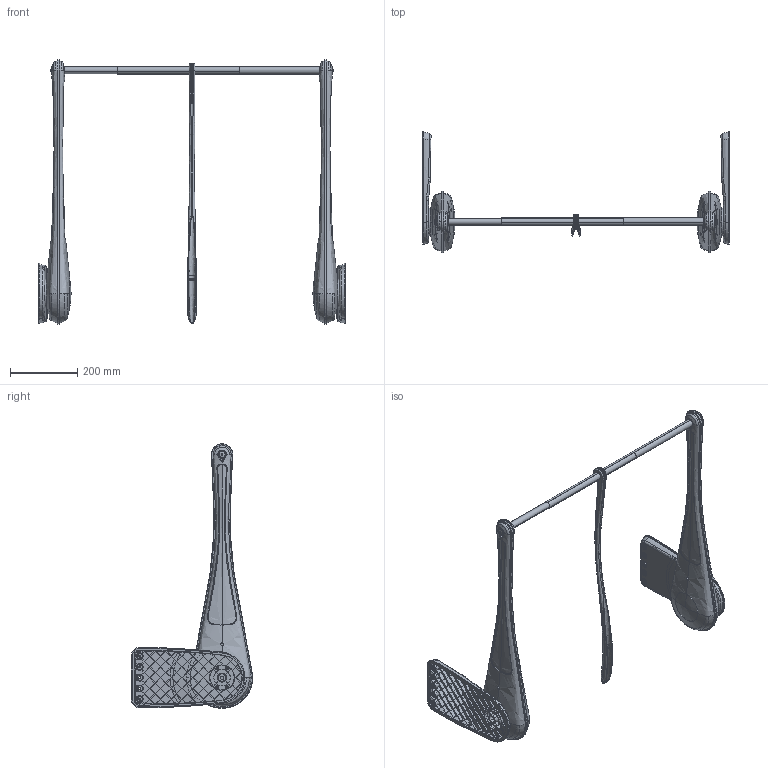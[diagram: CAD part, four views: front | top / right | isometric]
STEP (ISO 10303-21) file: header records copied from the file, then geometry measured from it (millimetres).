
FILE_DESCRIPTION (( 'STEP AP203' ), '1' );
FILE_NAME ('A - Only - SE03LA.STEP', '2018-04-09T10:54:14', ( 'Emilio' ), ( '' ), 'SwSTEP 2.0', 'SolidWorks 2016', '' );
FILE_SCHEMA (( 'CONFIG_CONTROL_DESIGN' ));
Length unit declared in the file: millimetre
Products named in the file (9): 6; Tubo ﾘ 20 x 560 - 811P02400; 2; A - Only - SE03LA; 5; 1; Tubo ﾘ 22.4 x 640 - 813P00300; 4; 3
Assembly tree (9 placements, depth 2):
  2
  A - Only - SE03LA
    1
    3
    4  x2
    5  x2
    6
    Tubo ﾘ 20 x 560 - 811P02400
    Tubo ﾘ 22.4 x 640 - 813P00300
Bounding box: 912.95 x 360.91 x 787.27 mm (x, y, z)
Volume: 6504015.4 mm3; surface area: 1084657.8 mm2
Topology: 9 solids, 9 shells, 1998 faces, 5256 edges, 3395 vertices
Faces by surface type: plane 1144, bspline 395, cylinder 306, cone 97, torus 56
Entity records: 95786 total; most frequent: CARTESIAN_POINT 70882, ORIENTED_EDGE 5550, DIRECTION 4107, EDGE_CURVE 2775, VERTEX_POINT 1794, LINE 1385, VECTOR 1385, AXIS2_PLACEMENT_3D 1361
